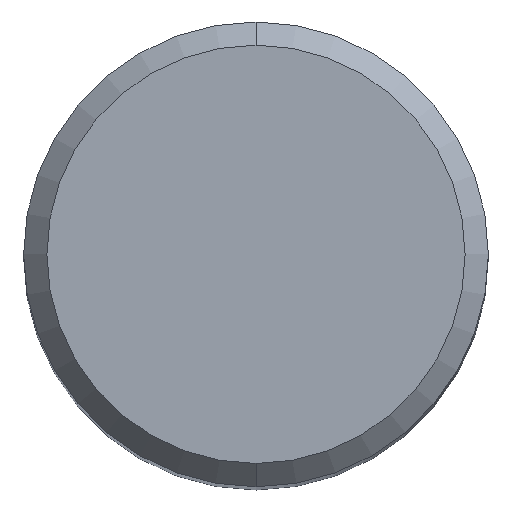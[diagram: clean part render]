
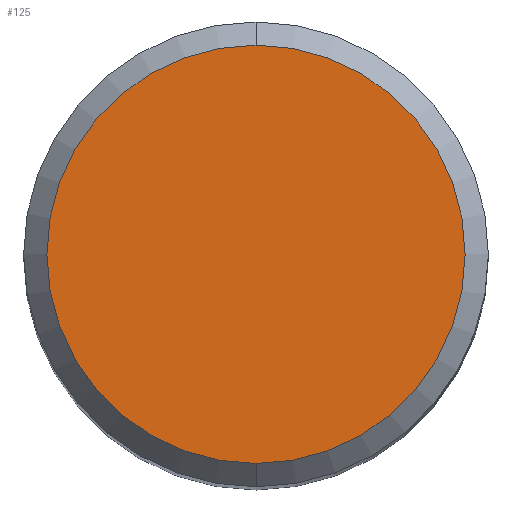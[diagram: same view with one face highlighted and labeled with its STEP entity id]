
A CAD part, top view. The second image highlights one B-rep face of the part: STEP entity #125.
In plain terms, the highlighted planar face has unit normal (0, 0, 1).
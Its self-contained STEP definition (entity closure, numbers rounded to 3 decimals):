
#125=ADVANCED_FACE('',(#280),#281,.T.);
#155=VERTEX_POINT('',#314);
#161=VERTEX_POINT('',#320);
#171=EDGE_CURVE('',#161,#155,#331,.T.);
#217=EDGE_CURVE('',#155,#161,#384,.T.);
#280=FACE_OUTER_BOUND('',#451,.T.);
#281=PLANE('',#452);
#314=CARTESIAN_POINT('',(0.0,4.5,0.0));
#320=CARTESIAN_POINT('',(0.,-4.5,0.0));
#331=CIRCLE('',#519,4.5);
#384=CIRCLE('',#585,4.5);
#451=EDGE_LOOP('',(#646,#647));
#452=AXIS2_PLACEMENT_3D('',#648,#649,#650);
#519=AXIS2_PLACEMENT_3D('',#703,#704,#705);
#585=AXIS2_PLACEMENT_3D('',#779,#780,#781);
#646=ORIENTED_EDGE('',*,*,#217,.F.);
#647=ORIENTED_EDGE('',*,*,#171,.F.);
#648=CARTESIAN_POINT('',(0.0,2.25,0.0));
#649=DIRECTION('',(-0.0,0.0,1.0));
#650=DIRECTION('',(0.0,-1.0,0.0));
#703=CARTESIAN_POINT('',(0.0,0.0,0.0));
#704=DIRECTION('',(0.0,0.0,-1.0));
#705=DIRECTION('',(0.0,1.0,0.0));
#779=CARTESIAN_POINT('',(0.0,0.0,0.0));
#780=DIRECTION('',(0.0,0.0,-1.0));
#781=DIRECTION('',(0.0,1.0,0.0));
